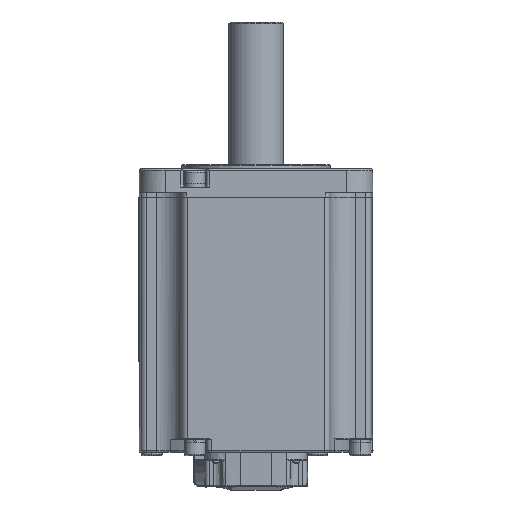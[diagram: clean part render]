
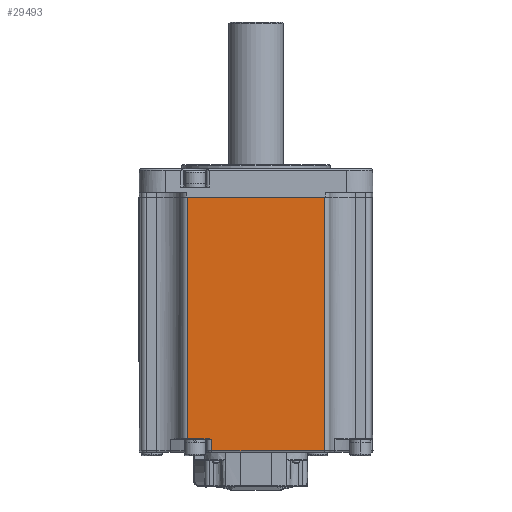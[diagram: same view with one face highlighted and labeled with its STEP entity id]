
A CAD part, front view. The second image highlights one B-rep face of the part: STEP entity #29493.
In plain terms, the highlighted planar face has unit normal (0, -1, 0).
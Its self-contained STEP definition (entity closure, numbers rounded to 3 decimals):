
#1822 = CARTESIAN_POINT ( 'NONE',  ( -52.75, -90., -97. ) ) ;
#2962 = DIRECTION ( 'NONE',  ( 1., 0., 0. ) ) ;
#5073 = CARTESIAN_POINT ( 'NONE',  ( -36.324, -90., -97.037 ) ) ;
#6181 = CARTESIAN_POINT ( 'NONE',  ( -34.445, -90., -97.762 ) ) ;
#12892 = AXIS2_PLACEMENT_3D ( 'NONE', #90790, #37224, #91935 ) ;
#18491 = ORIENTED_EDGE ( 'NONE', *, *, #77692, .T. ) ;
#19431 = CARTESIAN_POINT ( 'NONE',  ( -34., -90., -98. ) ) ;
#19805 = EDGE_LOOP ( 'NONE', ( #102778, #115074, #18491, #104353, #49406, #76031, #145629 ) ) ;
#22979 = CARTESIAN_POINT ( 'NONE',  ( -34., -90., -98. ) ) ;
#23123 = LINE ( 'NONE', #123186, #29500 ) ;
#26013 = VERTEX_POINT ( 'NONE', #136753 ) ;
#26106 = VERTEX_POINT ( 'NONE', #117848 ) ;
#28355 = EDGE_CURVE ( 'NONE', #26013, #117645, #49247, .T. ) ;
#29493 = ADVANCED_FACE ( 'NONE', ( #30612 ), #170396, .F. ) ;
#29500 = VECTOR ( 'NONE', #148894, 1000. ) ;
#30612 = FACE_OUTER_BOUND ( 'NONE', #19805, .T. ) ;
#31107 = EDGE_CURVE ( 'NONE', #102244, #79401, #155046, .T. ) ;
#31573 = B_SPLINE_CURVE_WITH_KNOTS ( 'NONE', 3,
 ( #98418, #57087, #5073, #71419, #96704, #149241, #6181, #19431 ),
 .UNSPECIFIED., .F., .F.,
 ( 4, 2, 2, 4 ),
 ( 0., 0.001, 0.002, 0.003 ),
 .UNSPECIFIED. ) ;
#35259 = DIRECTION ( 'NONE',  ( 1., 0., 0. ) ) ;
#37185 = DIRECTION ( 'NONE',  ( 0., 0., -1. ) ) ;
#37224 = DIRECTION ( 'NONE',  ( 0., 1., 0. ) ) ;
#39723 = CARTESIAN_POINT ( 'NONE',  ( -52.75, -90., 89. ) ) ;
#41339 = EDGE_CURVE ( 'NONE', #26106, #104669, #99584, .T. ) ;
#49247 = LINE ( 'NONE', #39723, #137277 ) ;
#49406 = ORIENTED_EDGE ( 'NONE', *, *, #108468, .T. ) ;
#55851 = DIRECTION ( 'NONE',  ( 0., 0., -1. ) ) ;
#57087 = CARTESIAN_POINT ( 'NONE',  ( -36.573, -90., -97. ) ) ;
#64789 = CARTESIAN_POINT ( 'NONE',  ( -34., -90., -107.5 ) ) ;
#71419 = CARTESIAN_POINT ( 'NONE',  ( -35.833, -90., -97.157 ) ) ;
#75509 = LINE ( 'NONE', #1822, #83669 ) ;
#76031 = ORIENTED_EDGE ( 'NONE', *, *, #41339, .F. ) ;
#77692 = EDGE_CURVE ( 'NONE', #95175, #102244, #31573, .T. ) ;
#79401 = VERTEX_POINT ( 'NONE', #143115 ) ;
#83669 = VECTOR ( 'NONE', #2962, 1000. ) ;
#90790 = CARTESIAN_POINT ( 'NONE',  ( -52.75, -90., 89. ) ) ;
#91296 = VECTOR ( 'NONE', #37185, 1000. ) ;
#91935 = DIRECTION ( 'NONE',  ( -1., 0., 0. ) ) ;
#95175 = VERTEX_POINT ( 'NONE', #134370 ) ;
#96704 = CARTESIAN_POINT ( 'NONE',  ( -35.591, -90., -97.239 ) ) ;
#98418 = CARTESIAN_POINT ( 'NONE',  ( -36.828, -90., -97. ) ) ;
#99584 = LINE ( 'NONE', #117066, #91296 ) ;
#102244 = VERTEX_POINT ( 'NONE', #22979 ) ;
#102778 = ORIENTED_EDGE ( 'NONE', *, *, #28355, .T. ) ;
#103094 = EDGE_CURVE ( 'NONE', #26013, #26106, #23123, .T. ) ;
#104353 = ORIENTED_EDGE ( 'NONE', *, *, #31107, .T. ) ;
#104669 = VERTEX_POINT ( 'NONE', #145757 ) ;
#106210 = VECTOR ( 'NONE', #35259, 1000. ) ;
#108468 = EDGE_CURVE ( 'NONE', #79401, #104669, #140950, .T. ) ;
#112950 = CARTESIAN_POINT ( 'NONE',  ( 52.75, -90., -106.5 ) ) ;
#115074 = ORIENTED_EDGE ( 'NONE', *, *, #141126, .T. ) ;
#117066 = CARTESIAN_POINT ( 'NONE',  ( 52.75, -90., 89. ) ) ;
#117645 = VERTEX_POINT ( 'NONE', #156494 ) ;
#117848 = CARTESIAN_POINT ( 'NONE',  ( 52.75, -90., 88.5 ) ) ;
#123186 = CARTESIAN_POINT ( 'NONE',  ( -52.75, -90., 88.5 ) ) ;
#129523 = DIRECTION ( 'NONE',  ( 0., 0., -1. ) ) ;
#134370 = CARTESIAN_POINT ( 'NONE',  ( -36.828, -90., -97. ) ) ;
#136753 = CARTESIAN_POINT ( 'NONE',  ( -52.75, -90., 88.5 ) ) ;
#137277 = VECTOR ( 'NONE', #55851, 1000. ) ;
#140950 = LINE ( 'NONE', #112950, #106210 ) ;
#141126 = EDGE_CURVE ( 'NONE', #117645, #95175, #75509, .T. ) ;
#143115 = CARTESIAN_POINT ( 'NONE',  ( -34., -90., -106.5 ) ) ;
#145629 = ORIENTED_EDGE ( 'NONE', *, *, #103094, .F. ) ;
#145757 = CARTESIAN_POINT ( 'NONE',  ( 52.75, -90., -106.5 ) ) ;
#148894 = DIRECTION ( 'NONE',  ( 1., 0., 0. ) ) ;
#149241 = CARTESIAN_POINT ( 'NONE',  ( -34.89, -90., -97.523 ) ) ;
#150907 = VECTOR ( 'NONE', #129523, 1000. ) ;
#155046 = LINE ( 'NONE', #64789, #150907 ) ;
#156494 = CARTESIAN_POINT ( 'NONE',  ( -52.75, -90., -97. ) ) ;
#170396 = PLANE ( 'NONE',  #12892 ) ;
